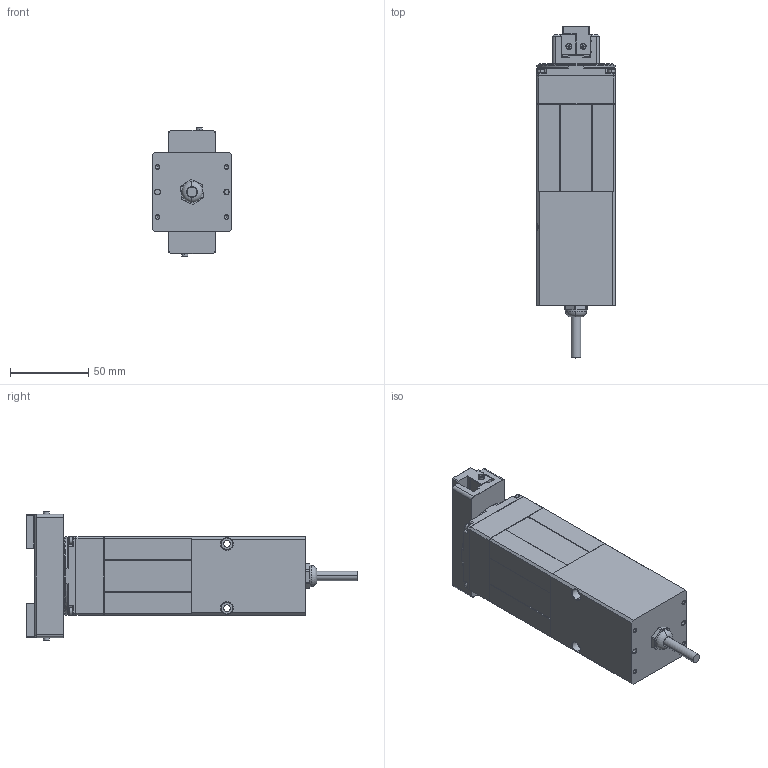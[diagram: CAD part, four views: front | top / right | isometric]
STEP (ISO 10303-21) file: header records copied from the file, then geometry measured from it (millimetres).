
FILE_DESCRIPTION (( 'STEP AP214' ), '1' );
FILE_NAME ('RGI30.STEP', '2020-10-19T06:43:43', ( 'Windows User' ), ( 'P R C' ), 'SwSTEP 2.0', 'SolidWorks 2016', '' );
FILE_SCHEMA (( 'AUTOMOTIVE_DESIGN' ));
Length unit declared in the file: millimetre
Products named in the file (4): parr2; RGI30; part3; part1
Assembly tree (4 placements, depth 2):
  RGI30
    part1
    parr2
    part3  x2
Bounding box: 50 x 211.5 x 82.5 mm (x, y, z)
Volume: 414035.9 mm3; surface area: 60068.2 mm2
Topology: 4 solids, 12 shells, 788 faces, 1956 edges, 1190 vertices
Faces by surface type: plane 462, cylinder 168, cone 134, torus 10, bspline 10, sphere 4
Entity records: 19642 total; most frequent: CARTESIAN_POINT 4013, DIRECTION 3195, ORIENTED_EDGE 3060, EDGE_CURVE 1530, AXIS2_PLACEMENT_3D 1085, LINE 1025, VECTOR 1025, VERTEX_POINT 946
